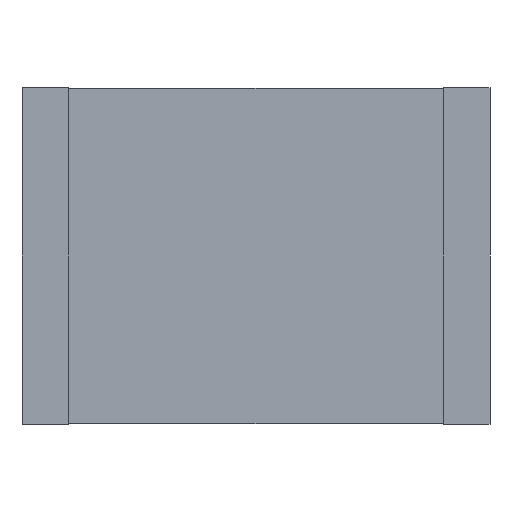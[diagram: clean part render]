
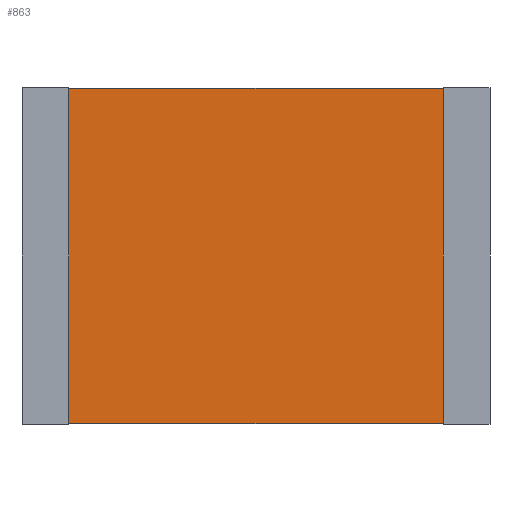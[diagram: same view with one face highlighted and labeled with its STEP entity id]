
A CAD part, front view. The second image highlights one B-rep face of the part: STEP entity #863.
In plain terms, the highlighted planar face has unit normal (0, -1, 0).
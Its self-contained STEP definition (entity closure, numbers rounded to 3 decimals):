
#86 = CARTESIAN_POINT ( 'NONE',  ( 0.49, 0., 0. ) ) ;
#97 = CARTESIAN_POINT ( 'NONE',  ( 0.49, 0., 0. ) ) ;
#173 = ORIENTED_EDGE ( 'NONE', *, *, #2318, .T. ) ;
#197 = LINE ( 'NONE', #1786, #1130 ) ;
#261 = DIRECTION ( 'NONE',  ( 0., -1., 0. ) ) ;
#273 = ORIENTED_EDGE ( 'NONE', *, *, #2013, .T. ) ;
#428 = AXIS2_PLACEMENT_3D ( 'NONE', #1865, #261, #871 ) ;
#433 = DIRECTION ( 'NONE',  ( 0., 0., -1. ) ) ;
#670 = VECTOR ( 'NONE', #2299, 1000. ) ;
#840 = VECTOR ( 'NONE', #433, 1000. ) ;
#863 = ADVANCED_FACE ( 'NONE', ( #1645 ), #1838, .T. ) ;
#871 = DIRECTION ( 'NONE',  ( 0., 0., -1. ) ) ;
#936 = VERTEX_POINT ( 'NONE', #2403 ) ;
#955 = VERTEX_POINT ( 'NONE', #1304 ) ;
#1008 = VECTOR ( 'NONE', #1555, 1000. ) ;
#1012 = DIRECTION ( 'NONE',  ( 1., 0., 0. ) ) ;
#1061 = LINE ( 'NONE', #86, #840 ) ;
#1107 = EDGE_CURVE ( 'NONE', #1964, #1827, #197, .T. ) ;
#1130 = VECTOR ( 'NONE', #1012, 1000. ) ;
#1144 = EDGE_CURVE ( 'NONE', #936, #955, #1180, .T. ) ;
#1180 = LINE ( 'NONE', #2334, #1008 ) ;
#1304 = CARTESIAN_POINT ( 'NONE',  ( 0.49, 0., -3.58 ) ) ;
#1305 = LINE ( 'NONE', #1335, #670 ) ;
#1335 = CARTESIAN_POINT ( 'NONE',  ( 4.49, 0., 0. ) ) ;
#1384 = ORIENTED_EDGE ( 'NONE', *, *, #1144, .F. ) ;
#1555 = DIRECTION ( 'NONE',  ( -1., 0., 0. ) ) ;
#1645 = FACE_OUTER_BOUND ( 'NONE', #2036, .T. ) ;
#1728 = ORIENTED_EDGE ( 'NONE', *, *, #1107, .F. ) ;
#1786 = CARTESIAN_POINT ( 'NONE',  ( 0., 0., 0. ) ) ;
#1827 = VERTEX_POINT ( 'NONE', #1971 ) ;
#1838 = PLANE ( 'NONE',  #428 ) ;
#1865 = CARTESIAN_POINT ( 'NONE',  ( 0., 0., 0. ) ) ;
#1964 = VERTEX_POINT ( 'NONE', #97 ) ;
#1971 = CARTESIAN_POINT ( 'NONE',  ( 4.49, 0., 0. ) ) ;
#2013 = EDGE_CURVE ( 'NONE', #936, #1827, #1305, .T. ) ;
#2036 = EDGE_LOOP ( 'NONE', ( #1384, #273, #1728, #173 ) ) ;
#2299 = DIRECTION ( 'NONE',  ( 0., 0., 1. ) ) ;
#2318 = EDGE_CURVE ( 'NONE', #1964, #955, #1061, .T. ) ;
#2334 = CARTESIAN_POINT ( 'NONE',  ( 0., 0., -3.58 ) ) ;
#2403 = CARTESIAN_POINT ( 'NONE',  ( 4.49, 0., -3.58 ) ) ;
